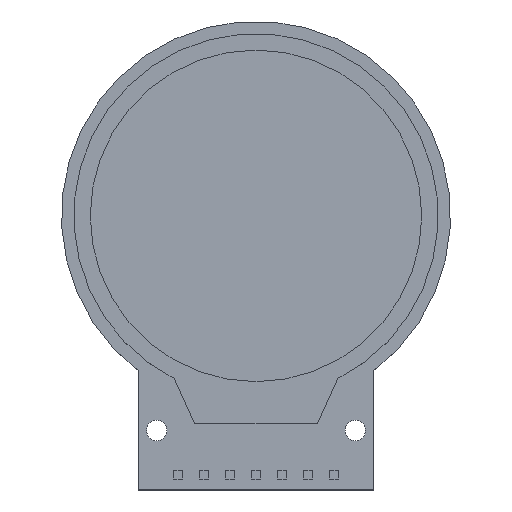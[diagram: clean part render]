
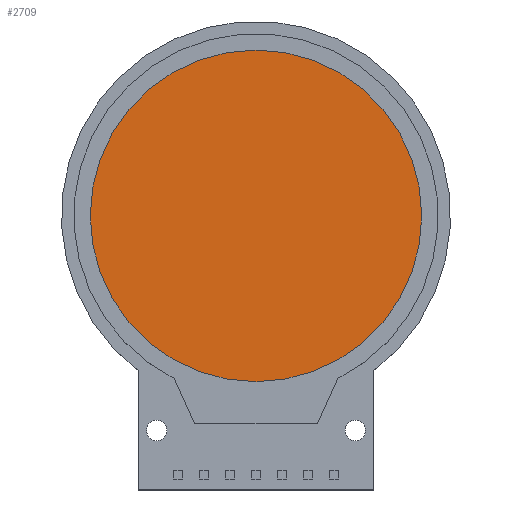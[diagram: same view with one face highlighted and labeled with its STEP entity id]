
A CAD part, top view. The second image highlights one B-rep face of the part: STEP entity #2709.
In plain terms, the highlighted planar face has unit normal (0, 0, 1).
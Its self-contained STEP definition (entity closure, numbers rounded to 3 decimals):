
#2017 = VERTEX_POINT('',#2018);
#2018 = CARTESIAN_POINT('',(16.2,0.,3.4));
#2024 = EDGE_CURVE('',#2017,#2017,#2025,.T.);
#2025 = CIRCLE('',#2026,16.2);
#2026 = AXIS2_PLACEMENT_3D('',#2027,#2028,#2029);
#2027 = CARTESIAN_POINT('',(0.,0.,3.4));
#2028 = DIRECTION('',(0.,0.,1.));
#2029 = DIRECTION('',(1.,0.,0.));
#2709 = ADVANCED_FACE('',(#2710),#2713,.T.);
#2710 = FACE_BOUND('',#2711,.T.);
#2711 = EDGE_LOOP('',(#2712));
#2712 = ORIENTED_EDGE('',*,*,#2024,.T.);
#2713 = PLANE('',#2714);
#2714 = AXIS2_PLACEMENT_3D('',#2715,#2716,#2717);
#2715 = CARTESIAN_POINT('',(0.,0.,3.4)
  );
#2716 = DIRECTION('',(0.,0.,1.));
#2717 = DIRECTION('',(1.,0.,0.));
